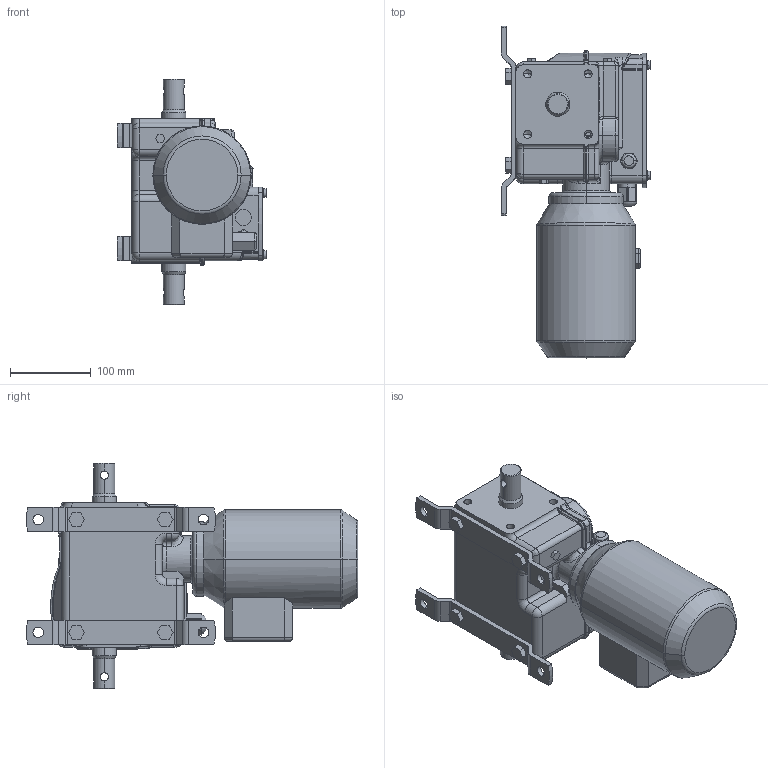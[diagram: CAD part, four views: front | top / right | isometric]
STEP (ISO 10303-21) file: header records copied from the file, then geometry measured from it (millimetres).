
FILE_DESCRIPTION (( 'STEP AP214' ), '1' );
FILE_NAME ('010210835_EWA_50_3D__DE.STEP', '2021-08-12T08:49:18', ( '' ), ( '' ), 'SwSTEP 2.0', 'SolidWorks 2020', '' );
FILE_SCHEMA (( 'AUTOMOTIVE_DESIGN' ));
Length unit declared in the file: millimetre
Products named in the file (3): 010210764_EWA_50_3D__DE; 010210782_EWA_50_3D__DE; 010210835_EWA_50_3D__DE
Assembly tree (2 placements, depth 2):
  010210835_EWA_50_3D__DE
    010210782_EWA_50_3D__DE
    010210764_EWA_50_3D__DE
Bounding box: 185 x 411.5 x 280 mm (x, y, z)
Volume: 6400889.5 mm3; surface area: 335798.1 mm2
Topology: 3 solids, 3 shells, 623 faces, 1510 edges, 901 vertices
Faces by surface type: cylinder 225, plane 221, torus 89, bspline 62, cone 20, sphere 6
Entity records: 21381 total; most frequent: CARTESIAN_POINT 6991, ORIENTED_EDGE 2982, DIRECTION 2966, EDGE_CURVE 1491, AXIS2_PLACEMENT_3D 1107, VERTEX_POINT 901, VECTOR 752, LINE 752
